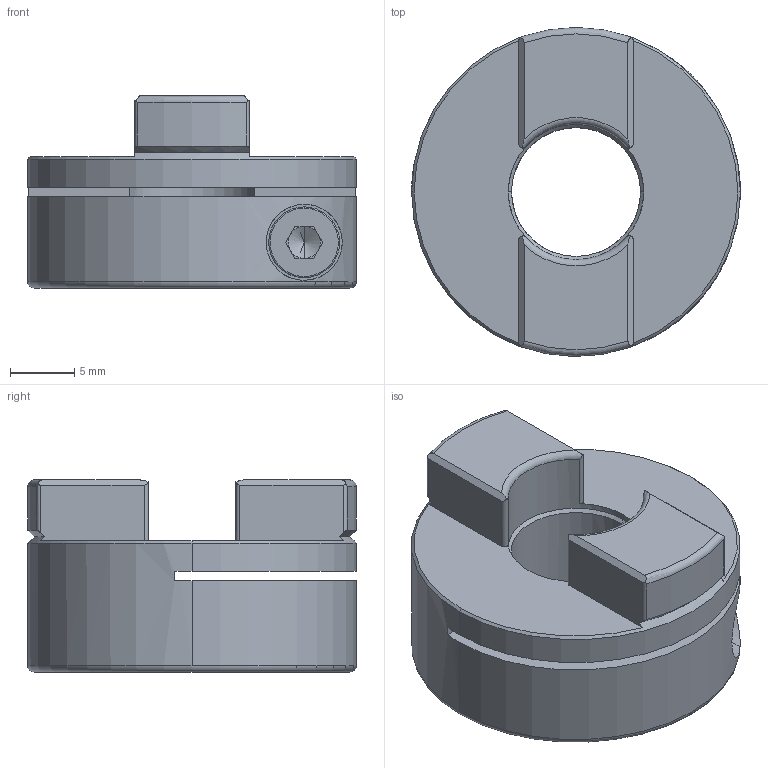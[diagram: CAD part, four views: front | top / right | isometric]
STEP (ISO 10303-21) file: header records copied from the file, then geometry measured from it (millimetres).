
FILE_DESCRIPTION (( 'STEP AP203' ), '1' );
FILE_NAME ('SOH-25C-10.step', '2021-04-15T12:48:34', ( '' ), ( '' ), 'SwSTEP 2.0', 'SolidWorks 2021', '' );
FILE_SCHEMA (( 'CONFIG_CONTROL_DESIGN' ));
Length unit declared in the file: millimetre
Products named in the file (1): SOH-25C-10
Bounding box: 25.5 x 25.5 x 14.9 mm (x, y, z)
Volume: 4718.1 mm3; surface area: 3222.2 mm2
Topology: 2 solids, 2 shells, 96 faces, 248 edges, 155 vertices
Faces by surface type: plane 38, cylinder 33, cone 14, torus 11
Entity records: 3451 total; most frequent: CARTESIAN_POINT 1059, ORIENTED_EDGE 492, DIRECTION 485, EDGE_CURVE 246, AXIS2_PLACEMENT_3D 190, VERTEX_POINT 155, LINE 105, VECTOR 105
